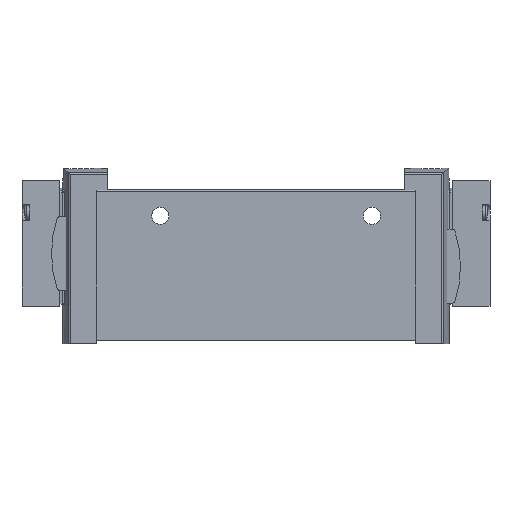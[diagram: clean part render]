
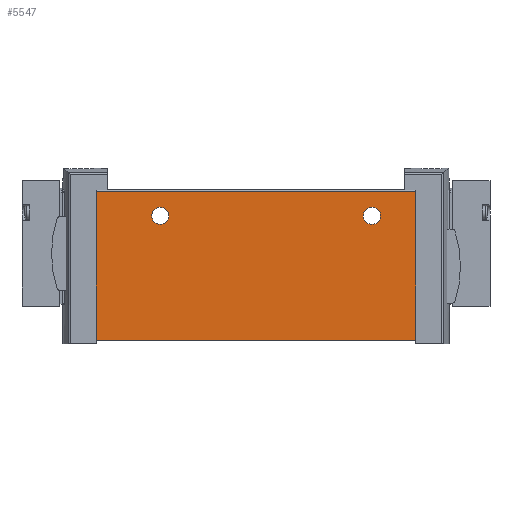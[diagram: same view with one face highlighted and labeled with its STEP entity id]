
A CAD part, top view. The second image highlights one B-rep face of the part: STEP entity #5547.
In plain terms, the highlighted planar face has unit normal (0, 0, 1).
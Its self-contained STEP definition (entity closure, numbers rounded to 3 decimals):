
#62=PLANE('',#5980);
#401=LINE('',#8797,#849);
#410=LINE('',#8825,#858);
#415=LINE('',#8845,#863);
#418=LINE('',#8851,#866);
#849=VECTOR('',#6782,1000.);
#858=VECTOR('',#6807,1000.);
#863=VECTOR('',#6830,1000.);
#866=VECTOR('',#6839,1000.);
#1461=ORIENTED_EDGE('',*,*,#3129,.F.);
#1462=ORIENTED_EDGE('',*,*,#3130,.F.);
#1463=ORIENTED_EDGE('',*,*,#3125,.T.);
#1464=ORIENTED_EDGE('',*,*,#3114,.F.);
#1465=ORIENTED_EDGE('',*,*,#3128,.F.);
#1466=ORIENTED_EDGE('',*,*,#3098,.T.);
#3098=EDGE_CURVE('',#3936,#3935,#401,.T.);
#3114=EDGE_CURVE('',#3946,#3943,#410,.T.);
#3125=EDGE_CURVE('',#3935,#3943,#415,.T.);
#3128=EDGE_CURVE('',#3936,#3946,#418,.T.);
#3129=EDGE_CURVE('',#3953,#3953,#4393,.F.);
#3130=EDGE_CURVE('',#3954,#3954,#4394,.F.);
#3935=VERTEX_POINT('',#8796);
#3936=VERTEX_POINT('',#8798);
#3943=VERTEX_POINT('',#8815);
#3946=VERTEX_POINT('',#8824);
#3953=VERTEX_POINT('',#8854);
#3954=VERTEX_POINT('',#8856);
#4393=CIRCLE('',#5981,2.1);
#4394=CIRCLE('',#5982,2.1);
#4669=EDGE_LOOP('',(#1461));
#4670=EDGE_LOOP('',(#1462));
#4671=EDGE_LOOP('',(#1463,#1464,#1465,#1466));
#5045=FACE_BOUND('',#4669,.T.);
#5046=FACE_BOUND('',#4670,.T.);
#5047=FACE_BOUND('',#4671,.T.);
#5547=ADVANCED_FACE('',(#5045,#5046,#5047),#62,.F.);
#5980=AXIS2_PLACEMENT_3D('',#8852,#6840,#6841);
#5981=AXIS2_PLACEMENT_3D('',#8853,#6842,#6843);
#5982=AXIS2_PLACEMENT_3D('',#8855,#6844,#6845);
#6782=DIRECTION('',(-1.,0.,0.));
#6807=DIRECTION('',(-1.,0.,0.));
#6830=DIRECTION('',(0.,-1.,0.));
#6839=DIRECTION('',(0.,-1.,0.));
#6840=DIRECTION('',(0.,0.,-1.));
#6841=DIRECTION('',(-1.,0.,0.));
#6842=DIRECTION('',(0.,0.,-1.));
#6843=DIRECTION('',(-1.,0.,0.));
#6844=DIRECTION('',(0.,0.,-1.));
#6845=DIRECTION('',(-1.,0.,0.));
#8796=CARTESIAN_POINT('',(-39.2,36.6,9.15));
#8797=CARTESIAN_POINT('',(39.2,36.6,9.15));
#8798=CARTESIAN_POINT('',(39.2,36.6,9.15));
#8815=CARTESIAN_POINT('',(-39.2,0.,9.15));
#8824=CARTESIAN_POINT('',(39.2,0.,9.15));
#8825=CARTESIAN_POINT('',(39.2,0.,9.15));
#8845=CARTESIAN_POINT('',(-39.2,36.6,9.15));
#8851=CARTESIAN_POINT('',(39.2,36.6,9.15));
#8852=CARTESIAN_POINT('',(39.2,36.6,9.15));
#8853=CARTESIAN_POINT('',(28.5,30.6,9.15));
#8854=CARTESIAN_POINT('',(26.4,30.6,9.15));
#8855=CARTESIAN_POINT('',(-23.5,30.6,9.15));
#8856=CARTESIAN_POINT('',(-25.6,30.6,9.15));
